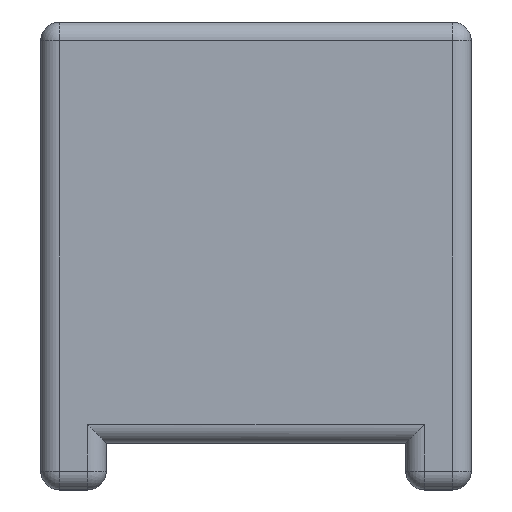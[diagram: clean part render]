
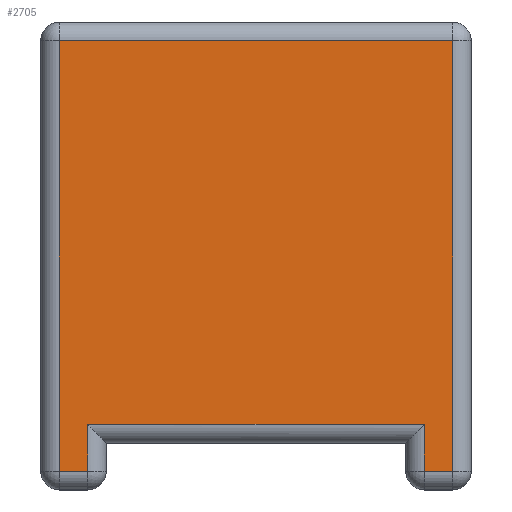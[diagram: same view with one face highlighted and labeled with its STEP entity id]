
A CAD part, front view. The second image highlights one B-rep face of the part: STEP entity #2705.
In plain terms, the highlighted planar face has unit normal (0, -1, 0).
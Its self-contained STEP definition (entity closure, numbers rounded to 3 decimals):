
#771 = CYLINDRICAL_SURFACE('',#772,2.);
#772 = AXIS2_PLACEMENT_3D('',#773,#774,#775);
#773 = CARTESIAN_POINT('',(-21.,-60.,50.));
#774 = DIRECTION('',(0.,0.,-1.));
#775 = DIRECTION('',(0.,-1.,0.));
#1670 = VERTEX_POINT('',#1671);
#1671 = CARTESIAN_POINT('',(-21.,-62.,48.));
#1693 = VERTEX_POINT('',#1694);
#1694 = CARTESIAN_POINT('',(-21.,-62.,2.));
#1719 = EDGE_CURVE('',#1670,#1693,#1720,.T.);
#1720 = SURFACE_CURVE('',#1721,(#1725,#1731),.PCURVE_S1.);
#1721 = LINE('',#1722,#1723);
#1722 = CARTESIAN_POINT('',(-21.,-62.,50.));
#1723 = VECTOR('',#1724,1.);
#1724 = DIRECTION('',(0.,0.,-1.));
#1725 = PCURVE('',#771,#1726);
#1726 = DEFINITIONAL_REPRESENTATION('',(#1727),#1730);
#1727 = B_SPLINE_CURVE_WITH_KNOTS('',1,(#1728,#1729),.UNSPECIFIED.,.F.,
  .F.,(2,2),(2.,48.),.PIECEWISE_BEZIER_KNOTS.);
#1728 = CARTESIAN_POINT('',(0.,2.));
#1729 = CARTESIAN_POINT('',(0.,48.));
#1730 = ( GEOMETRIC_REPRESENTATION_CONTEXT(2) 
PARAMETRIC_REPRESENTATION_CONTEXT() REPRESENTATION_CONTEXT('2D SPACE',''
  ) );
#1731 = PCURVE('',#1732,#1737);
#1732 = PLANE('',#1733);
#1733 = AXIS2_PLACEMENT_3D('',#1734,#1735,#1736);
#1734 = CARTESIAN_POINT('',(0.,-62.,24.678));
#1735 = DIRECTION('',(0.,-1.,0.));
#1736 = DIRECTION('',(0.,0.,-1.));
#1737 = DEFINITIONAL_REPRESENTATION('',(#1738),#1742);
#1738 = LINE('',#1739,#1740);
#1739 = CARTESIAN_POINT('',(-25.322,-21.));
#1740 = VECTOR('',#1741,1.);
#1741 = DIRECTION('',(1.,0.));
#1742 = ( GEOMETRIC_REPRESENTATION_CONTEXT(2) 
PARAMETRIC_REPRESENTATION_CONTEXT() REPRESENTATION_CONTEXT('2D SPACE',''
  ) );
#2092 = CYLINDRICAL_SURFACE('',#2093,2.);
#2093 = AXIS2_PLACEMENT_3D('',#2094,#2095,#2096);
#2094 = CARTESIAN_POINT('',(21.,-60.,0.));
#2095 = DIRECTION('',(0.,0.,1.));
#2096 = DIRECTION('',(0.,-1.,0.));
#2463 = CYLINDRICAL_SURFACE('',#2464,2.);
#2464 = AXIS2_PLACEMENT_3D('',#2465,#2466,#2467);
#2465 = CARTESIAN_POINT('',(23.,-60.,48.));
#2466 = DIRECTION('',(-1.,0.,0.));
#2467 = DIRECTION('',(0.,-1.,0.));
#2705 = ADVANCED_FACE('',(#2706),#1732,.T.);
#2706 = FACE_BOUND('',#2707,.T.);
#2707 = EDGE_LOOP('',(#2708,#2737,#2764,#2791,#2813,#2833,#2834,#2861));
#2708 = ORIENTED_EDGE('',*,*,#2709,.T.);
#2709 = EDGE_CURVE('',#2710,#2712,#2714,.T.);
#2710 = VERTEX_POINT('',#2711);
#2711 = CARTESIAN_POINT('',(-18.,-62.,7.));
#2712 = VERTEX_POINT('',#2713);
#2713 = CARTESIAN_POINT('',(18.,-62.,7.));
#2714 = SURFACE_CURVE('',#2715,(#2719,#2726),.PCURVE_S1.);
#2715 = LINE('',#2716,#2717);
#2716 = CARTESIAN_POINT('',(-16.,-62.,7.));
#2717 = VECTOR('',#2718,1.);
#2718 = DIRECTION('',(1.,0.,0.));
#2719 = PCURVE('',#1732,#2720);
#2720 = DEFINITIONAL_REPRESENTATION('',(#2721),#2725);
#2721 = LINE('',#2722,#2723);
#2722 = CARTESIAN_POINT('',(17.678,-16.));
#2723 = VECTOR('',#2724,1.);
#2724 = DIRECTION('',(0.,1.));
#2725 = ( GEOMETRIC_REPRESENTATION_CONTEXT(2) 
PARAMETRIC_REPRESENTATION_CONTEXT() REPRESENTATION_CONTEXT('2D SPACE',''
  ) );
#2726 = PCURVE('',#2727,#2732);
#2727 = CYLINDRICAL_SURFACE('',#2728,2.);
#2728 = AXIS2_PLACEMENT_3D('',#2729,#2730,#2731);
#2729 = CARTESIAN_POINT('',(-16.,-60.,7.));
#2730 = DIRECTION('',(1.,0.,0.));
#2731 = DIRECTION('',(0.,0.,-1.));
#2732 = DEFINITIONAL_REPRESENTATION('',(#2733),#2736);
#2733 = B_SPLINE_CURVE_WITH_KNOTS('',1,(#2734,#2735),.UNSPECIFIED.,.F.,
  .F.,(2,2),(-2.,34.),.PIECEWISE_BEZIER_KNOTS.);
#2734 = CARTESIAN_POINT('',(-1.571,-2.));
#2735 = CARTESIAN_POINT('',(-1.571,34.));
#2736 = ( GEOMETRIC_REPRESENTATION_CONTEXT(2) 
PARAMETRIC_REPRESENTATION_CONTEXT() REPRESENTATION_CONTEXT('2D SPACE',''
  ) );
#2737 = ORIENTED_EDGE('',*,*,#2738,.T.);
#2738 = EDGE_CURVE('',#2712,#2739,#2741,.T.);
#2739 = VERTEX_POINT('',#2740);
#2740 = CARTESIAN_POINT('',(18.,-62.,2.));
#2741 = SURFACE_CURVE('',#2742,(#2746,#2753),.PCURVE_S1.);
#2742 = LINE('',#2743,#2744);
#2743 = CARTESIAN_POINT('',(18.,-62.,5.));
#2744 = VECTOR('',#2745,1.);
#2745 = DIRECTION('',(0.,0.,-1.));
#2746 = PCURVE('',#1732,#2747);
#2747 = DEFINITIONAL_REPRESENTATION('',(#2748),#2752);
#2748 = LINE('',#2749,#2750);
#2749 = CARTESIAN_POINT('',(19.678,18.));
#2750 = VECTOR('',#2751,1.);
#2751 = DIRECTION('',(1.,0.));
#2752 = ( GEOMETRIC_REPRESENTATION_CONTEXT(2) 
PARAMETRIC_REPRESENTATION_CONTEXT() REPRESENTATION_CONTEXT('2D SPACE',''
  ) );
#2753 = PCURVE('',#2754,#2759);
#2754 = CYLINDRICAL_SURFACE('',#2755,2.);
#2755 = AXIS2_PLACEMENT_3D('',#2756,#2757,#2758);
#2756 = CARTESIAN_POINT('',(18.,-60.,5.));
#2757 = DIRECTION('',(0.,0.,-1.));
#2758 = DIRECTION('',(0.,-1.,0.));
#2759 = DEFINITIONAL_REPRESENTATION('',(#2760),#2763);
#2760 = B_SPLINE_CURVE_WITH_KNOTS('',1,(#2761,#2762),.UNSPECIFIED.,.F.,
  .F.,(2,2),(-2.,3.),.PIECEWISE_BEZIER_KNOTS.);
#2761 = CARTESIAN_POINT('',(0.,-2.));
#2762 = CARTESIAN_POINT('',(0.,3.));
#2763 = ( GEOMETRIC_REPRESENTATION_CONTEXT(2) 
PARAMETRIC_REPRESENTATION_CONTEXT() REPRESENTATION_CONTEXT('2D SPACE',''
  ) );
#2764 = ORIENTED_EDGE('',*,*,#2765,.T.);
#2765 = EDGE_CURVE('',#2739,#2766,#2768,.T.);
#2766 = VERTEX_POINT('',#2767);
#2767 = CARTESIAN_POINT('',(21.,-62.,2.));
#2768 = SURFACE_CURVE('',#2769,(#2773,#2780),.PCURVE_S1.);
#2769 = LINE('',#2770,#2771);
#2770 = CARTESIAN_POINT('',(16.,-62.,2.));
#2771 = VECTOR('',#2772,1.);
#2772 = DIRECTION('',(1.,0.,0.));
#2773 = PCURVE('',#1732,#2774);
#2774 = DEFINITIONAL_REPRESENTATION('',(#2775),#2779);
#2775 = LINE('',#2776,#2777);
#2776 = CARTESIAN_POINT('',(22.678,16.));
#2777 = VECTOR('',#2778,1.);
#2778 = DIRECTION('',(0.,1.));
#2779 = ( GEOMETRIC_REPRESENTATION_CONTEXT(2) 
PARAMETRIC_REPRESENTATION_CONTEXT() REPRESENTATION_CONTEXT('2D SPACE',''
  ) );
#2780 = PCURVE('',#2781,#2786);
#2781 = CYLINDRICAL_SURFACE('',#2782,2.);
#2782 = AXIS2_PLACEMENT_3D('',#2783,#2784,#2785);
#2783 = CARTESIAN_POINT('',(16.,-60.,2.));
#2784 = DIRECTION('',(1.,0.,0.));
#2785 = DIRECTION('',(0.,-1.,0.));
#2786 = DEFINITIONAL_REPRESENTATION('',(#2787),#2790);
#2787 = B_SPLINE_CURVE_WITH_KNOTS('',1,(#2788,#2789),.UNSPECIFIED.,.F.,
  .F.,(2,2),(2.,5.),.PIECEWISE_BEZIER_KNOTS.);
#2788 = CARTESIAN_POINT('',(0.,2.));
#2789 = CARTESIAN_POINT('',(0.,5.));
#2790 = ( GEOMETRIC_REPRESENTATION_CONTEXT(2) 
PARAMETRIC_REPRESENTATION_CONTEXT() REPRESENTATION_CONTEXT('2D SPACE',''
  ) );
#2791 = ORIENTED_EDGE('',*,*,#2792,.T.);
#2792 = EDGE_CURVE('',#2766,#2793,#2795,.T.);
#2793 = VERTEX_POINT('',#2794);
#2794 = CARTESIAN_POINT('',(21.,-62.,48.));
#2795 = SURFACE_CURVE('',#2796,(#2800,#2807),.PCURVE_S1.);
#2796 = LINE('',#2797,#2798);
#2797 = CARTESIAN_POINT('',(21.,-62.,0.));
#2798 = VECTOR('',#2799,1.);
#2799 = DIRECTION('',(0.,0.,1.));
#2800 = PCURVE('',#1732,#2801);
#2801 = DEFINITIONAL_REPRESENTATION('',(#2802),#2806);
#2802 = LINE('',#2803,#2804);
#2803 = CARTESIAN_POINT('',(24.678,21.));
#2804 = VECTOR('',#2805,1.);
#2805 = DIRECTION('',(-1.,0.));
#2806 = ( GEOMETRIC_REPRESENTATION_CONTEXT(2) 
PARAMETRIC_REPRESENTATION_CONTEXT() REPRESENTATION_CONTEXT('2D SPACE',''
  ) );
#2807 = PCURVE('',#2092,#2808);
#2808 = DEFINITIONAL_REPRESENTATION('',(#2809),#2812);
#2809 = B_SPLINE_CURVE_WITH_KNOTS('',1,(#2810,#2811),.UNSPECIFIED.,.F.,
  .F.,(2,2),(2.,48.),.PIECEWISE_BEZIER_KNOTS.);
#2810 = CARTESIAN_POINT('',(0.,2.));
#2811 = CARTESIAN_POINT('',(0.,48.));
#2812 = ( GEOMETRIC_REPRESENTATION_CONTEXT(2) 
PARAMETRIC_REPRESENTATION_CONTEXT() REPRESENTATION_CONTEXT('2D SPACE',''
  ) );
#2813 = ORIENTED_EDGE('',*,*,#2814,.T.);
#2814 = EDGE_CURVE('',#2793,#1670,#2815,.T.);
#2815 = SURFACE_CURVE('',#2816,(#2820,#2827),.PCURVE_S1.);
#2816 = LINE('',#2817,#2818);
#2817 = CARTESIAN_POINT('',(23.,-62.,48.));
#2818 = VECTOR('',#2819,1.);
#2819 = DIRECTION('',(-1.,0.,0.));
#2820 = PCURVE('',#1732,#2821);
#2821 = DEFINITIONAL_REPRESENTATION('',(#2822),#2826);
#2822 = LINE('',#2823,#2824);
#2823 = CARTESIAN_POINT('',(-23.322,23.));
#2824 = VECTOR('',#2825,1.);
#2825 = DIRECTION('',(0.,-1.));
#2826 = ( GEOMETRIC_REPRESENTATION_CONTEXT(2) 
PARAMETRIC_REPRESENTATION_CONTEXT() REPRESENTATION_CONTEXT('2D SPACE',''
  ) );
#2827 = PCURVE('',#2463,#2828);
#2828 = DEFINITIONAL_REPRESENTATION('',(#2829),#2832);
#2829 = B_SPLINE_CURVE_WITH_KNOTS('',1,(#2830,#2831),.UNSPECIFIED.,.F.,
  .F.,(2,2),(2.,44.),.PIECEWISE_BEZIER_KNOTS.);
#2830 = CARTESIAN_POINT('',(0.,2.));
#2831 = CARTESIAN_POINT('',(0.,44.));
#2832 = ( GEOMETRIC_REPRESENTATION_CONTEXT(2) 
PARAMETRIC_REPRESENTATION_CONTEXT() REPRESENTATION_CONTEXT('2D SPACE',''
  ) );
#2833 = ORIENTED_EDGE('',*,*,#1719,.T.);
#2834 = ORIENTED_EDGE('',*,*,#2835,.T.);
#2835 = EDGE_CURVE('',#1693,#2836,#2838,.T.);
#2836 = VERTEX_POINT('',#2837);
#2837 = CARTESIAN_POINT('',(-18.,-62.,2.));
#2838 = SURFACE_CURVE('',#2839,(#2843,#2850),.PCURVE_S1.);
#2839 = LINE('',#2840,#2841);
#2840 = CARTESIAN_POINT('',(-23.,-62.,2.));
#2841 = VECTOR('',#2842,1.);
#2842 = DIRECTION('',(1.,0.,0.));
#2843 = PCURVE('',#1732,#2844);
#2844 = DEFINITIONAL_REPRESENTATION('',(#2845),#2849);
#2845 = LINE('',#2846,#2847);
#2846 = CARTESIAN_POINT('',(22.678,-23.));
#2847 = VECTOR('',#2848,1.);
#2848 = DIRECTION('',(0.,1.));
#2849 = ( GEOMETRIC_REPRESENTATION_CONTEXT(2) 
PARAMETRIC_REPRESENTATION_CONTEXT() REPRESENTATION_CONTEXT('2D SPACE',''
  ) );
#2850 = PCURVE('',#2851,#2856);
#2851 = CYLINDRICAL_SURFACE('',#2852,2.);
#2852 = AXIS2_PLACEMENT_3D('',#2853,#2854,#2855);
#2853 = CARTESIAN_POINT('',(-23.,-60.,2.));
#2854 = DIRECTION('',(1.,0.,0.));
#2855 = DIRECTION('',(0.,0.,-1.));
#2856 = DEFINITIONAL_REPRESENTATION('',(#2857),#2860);
#2857 = B_SPLINE_CURVE_WITH_KNOTS('',1,(#2858,#2859),.UNSPECIFIED.,.F.,
  .F.,(2,2),(2.,5.),.PIECEWISE_BEZIER_KNOTS.);
#2858 = CARTESIAN_POINT('',(-1.571,2.));
#2859 = CARTESIAN_POINT('',(-1.571,5.));
#2860 = ( GEOMETRIC_REPRESENTATION_CONTEXT(2) 
PARAMETRIC_REPRESENTATION_CONTEXT() REPRESENTATION_CONTEXT('2D SPACE',''
  ) );
#2861 = ORIENTED_EDGE('',*,*,#2862,.T.);
#2862 = EDGE_CURVE('',#2836,#2710,#2863,.T.);
#2863 = SURFACE_CURVE('',#2864,(#2868,#2875),.PCURVE_S1.);
#2864 = LINE('',#2865,#2866);
#2865 = CARTESIAN_POINT('',(-18.,-62.,0.));
#2866 = VECTOR('',#2867,1.);
#2867 = DIRECTION('',(0.,0.,1.));
#2868 = PCURVE('',#1732,#2869);
#2869 = DEFINITIONAL_REPRESENTATION('',(#2870),#2874);
#2870 = LINE('',#2871,#2872);
#2871 = CARTESIAN_POINT('',(24.678,-18.));
#2872 = VECTOR('',#2873,1.);
#2873 = DIRECTION('',(-1.,0.));
#2874 = ( GEOMETRIC_REPRESENTATION_CONTEXT(2) 
PARAMETRIC_REPRESENTATION_CONTEXT() REPRESENTATION_CONTEXT('2D SPACE',''
  ) );
#2875 = PCURVE('',#2876,#2881);
#2876 = CYLINDRICAL_SURFACE('',#2877,2.);
#2877 = AXIS2_PLACEMENT_3D('',#2878,#2879,#2880);
#2878 = CARTESIAN_POINT('',(-18.,-60.,0.));
#2879 = DIRECTION('',(0.,0.,1.));
#2880 = DIRECTION('',(1.,0.,0.));
#2881 = DEFINITIONAL_REPRESENTATION('',(#2882),#2885);
#2882 = B_SPLINE_CURVE_WITH_KNOTS('',1,(#2883,#2884),.UNSPECIFIED.,.F.,
  .F.,(2,2),(2.,7.),.PIECEWISE_BEZIER_KNOTS.);
#2883 = CARTESIAN_POINT('',(-1.571,2.));
#2884 = CARTESIAN_POINT('',(-1.571,7.));
#2885 = ( GEOMETRIC_REPRESENTATION_CONTEXT(2) 
PARAMETRIC_REPRESENTATION_CONTEXT() REPRESENTATION_CONTEXT('2D SPACE',''
  ) );
